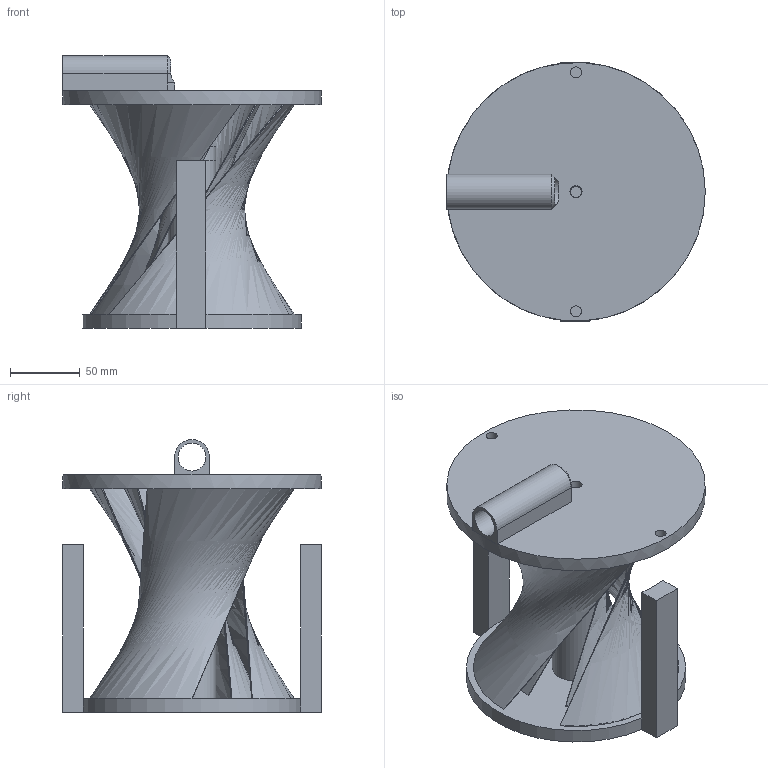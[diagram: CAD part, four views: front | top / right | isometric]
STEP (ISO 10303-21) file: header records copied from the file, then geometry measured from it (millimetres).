
FILE_DESCRIPTION(/* description */ (''),/* implementation_level */ '2;1');
FILE_NAME(/* name */ 'scrue pracitis.step',/* time_stamp */ '2024-05-04T12:43:04+10:00',/* author */ (''),/* organization */ (''),/* preprocessor_version */ 'ST-DEVELOPER v20',/* originating_system */ 'Autodesk Translation Framework v12.20.1.177',/* authorisation */ '');
FILE_SCHEMA (('AUTOMOTIVE_DESIGN { 1 0 10303 214 3 1 1 }'));
Length unit declared in the file: millimetre
Products named in the file (1): Configuration 2
Bounding box: 184.8 x 184.8 x 195 mm (x, y, z)
Volume: 712724 mm3; surface area: 287829 mm2
Topology: 2 solids, 2 shells, 62 faces, 153 edges, 98 vertices
Faces by surface type: plane 30, bspline 18, cylinder 13, cone 1
Full cylindrical faces by diameter (mm): 7.88 x2, 8 x1, 8.6 x1, 20 x1, 34.01 x2, 184.798 x1
Entity records: 2925 total; most frequent: CARTESIAN_POINT 1497, ORIENTED_EDGE 306, DIRECTION 245, EDGE_CURVE 153, VERTEX_POINT 98, AXIS2_PLACEMENT_3D 83, EDGE_LOOP 81, LINE 79
